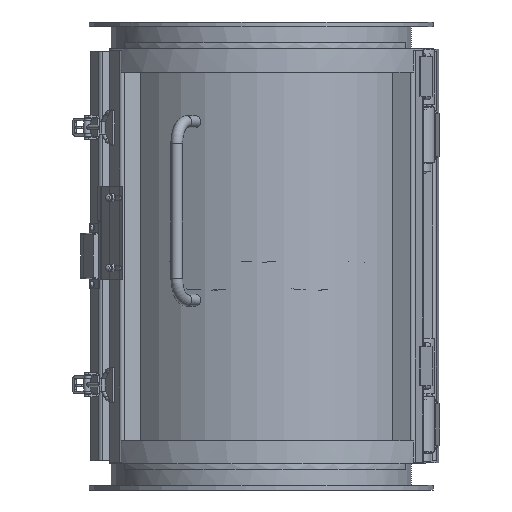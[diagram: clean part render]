
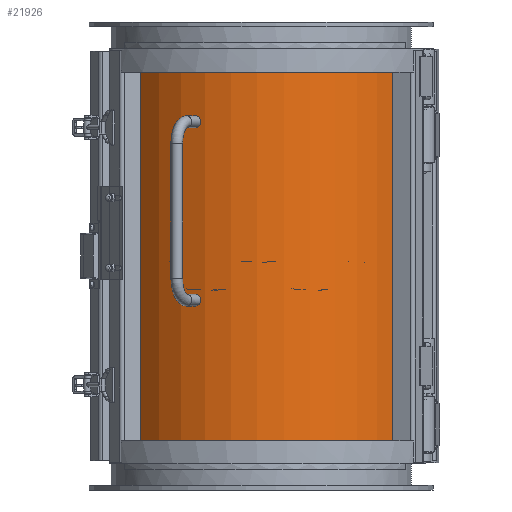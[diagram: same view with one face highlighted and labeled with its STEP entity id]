
A CAD part, front view. The second image highlights one B-rep face of the part: STEP entity #21926.
In plain terms, the highlighted cylindrical face has radius 265.5 mm (diameter 531 mm), a partial arc.
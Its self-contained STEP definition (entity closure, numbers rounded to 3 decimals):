
#930=LINE('',#35033,#2534);
#934=LINE('',#35040,#2538);
#945=LINE('',#35068,#2549);
#952=LINE('',#35082,#2556);
#988=LINE('',#35194,#2592);
#989=LINE('',#35198,#2593);
#990=LINE('',#35202,#2594);
#991=LINE('',#35205,#2595);
#2534=VECTOR('',#27803,10.);
#2538=VECTOR('',#27809,10.);
#2549=VECTOR('',#27832,10.);
#2556=VECTOR('',#27843,10.);
#2592=VECTOR('',#27955,10.);
#2593=VECTOR('',#27958,10.);
#2594=VECTOR('',#27961,10.);
#2595=VECTOR('',#27962,10.);
#4434=CYLINDRICAL_SURFACE('',#23749,265.5);
#4875=FACE_BOUND('',#7192,.T.);
#4876=FACE_BOUND('',#7193,.T.);
#4877=FACE_BOUND('',#7194,.T.);
#4878=FACE_BOUND('',#7195,.T.);
#5728=FACE_OUTER_BOUND('',#7191,.T.);
#7191=EDGE_LOOP('',(#16708,#16709,#16710,#16711));
#7192=EDGE_LOOP('',(#16712,#16713,#16714,#16715));
#7193=EDGE_LOOP('',(#16716,#16717,#16718,#16719));
#7194=EDGE_LOOP('',(#16720,#16721));
#7195=EDGE_LOOP('',(#16722,#16723));
#8676=CIRCLE('',#23701,265.5);
#8677=CIRCLE('',#23706,265.5);
#8691=CIRCLE('',#23730,265.5);
#8703=CIRCLE('',#23750,265.5);
#8704=CIRCLE('',#23751,265.5);
#8705=CIRCLE('',#23752,265.5);
#10180=VERTEX_POINT('',#35016);
#10181=VERTEX_POINT('',#35018);
#10186=VERTEX_POINT('',#35032);
#10188=VERTEX_POINT('',#35038);
#10198=VERTEX_POINT('',#35065);
#10199=VERTEX_POINT('',#35067);
#10203=VERTEX_POINT('',#35079);
#10204=VERTEX_POINT('',#35081);
#10241=VERTEX_POINT('',#35192);
#10242=VERTEX_POINT('',#35193);
#10243=VERTEX_POINT('',#35195);
#10244=VERTEX_POINT('',#35197);
#10245=VERTEX_POINT('',#35200);
#10246=VERTEX_POINT('',#35201);
#10247=VERTEX_POINT('',#35203);
#10248=VERTEX_POINT('',#35204);
#12518=EDGE_CURVE('',#10181,#10180,#8676,.T.);
#12525=EDGE_CURVE('',#10186,#10181,#930,.T.);
#12529=EDGE_CURVE('',#10180,#10188,#934,.T.);
#12531=EDGE_CURVE('',#10188,#10186,#8677,.T.);
#12544=EDGE_CURVE('',#10199,#10198,#945,.T.);
#12551=EDGE_CURVE('',#10204,#10203,#952,.T.);
#12583=EDGE_CURVE('',#10203,#10199,#8691,.T.);
#12609=EDGE_CURVE('',#10198,#10204,#8703,.T.);
#12610=EDGE_CURVE('',#10241,#10242,#988,.T.);
#12611=EDGE_CURVE('',#10242,#10243,#8704,.T.);
#12612=EDGE_CURVE('',#10243,#10244,#989,.T.);
#12613=EDGE_CURVE('',#10244,#10241,#8705,.T.);
#12614=EDGE_CURVE('',#10245,#10246,#990,.T.);
#12615=EDGE_CURVE('',#10247,#10248,#991,.T.);
#16708=ORIENTED_EDGE('',*,*,#12583,.T.);
#16709=ORIENTED_EDGE('',*,*,#12544,.T.);
#16710=ORIENTED_EDGE('',*,*,#12609,.T.);
#16711=ORIENTED_EDGE('',*,*,#12551,.T.);
#16712=ORIENTED_EDGE('',*,*,#12529,.T.);
#16713=ORIENTED_EDGE('',*,*,#12531,.T.);
#16714=ORIENTED_EDGE('',*,*,#12525,.T.);
#16715=ORIENTED_EDGE('',*,*,#12518,.T.);
#16716=ORIENTED_EDGE('',*,*,#12610,.T.);
#16717=ORIENTED_EDGE('',*,*,#12611,.T.);
#16718=ORIENTED_EDGE('',*,*,#12612,.T.);
#16719=ORIENTED_EDGE('',*,*,#12613,.T.);
#16720=ORIENTED_EDGE('',*,*,#12614,.T.);
#16721=ORIENTED_EDGE('',*,*,#12614,.F.);
#16722=ORIENTED_EDGE('',*,*,#12615,.T.);
#16723=ORIENTED_EDGE('',*,*,#12615,.F.);
#21926=ADVANCED_FACE('',(#5728,#4875,#4876,#4877,#4878),#4434,.T.);
#23701=AXIS2_PLACEMENT_3D('',#35019,#27791,#27792);
#23706=AXIS2_PLACEMENT_3D('',#35044,#27813,#27814);
#23730=AXIS2_PLACEMENT_3D('',#35142,#27899,#27900);
#23749=AXIS2_PLACEMENT_3D('',#35190,#27951,#27952);
#23750=AXIS2_PLACEMENT_3D('',#35191,#27953,#27954);
#23751=AXIS2_PLACEMENT_3D('',#35196,#27956,#27957);
#23752=AXIS2_PLACEMENT_3D('',#35199,#27959,#27960);
#27791=DIRECTION('center_axis',(0.,0.,
-1.));
#27792=DIRECTION('ref_axis',(-0.881,-0.474,0.));
#27803=DIRECTION('',(0.,0.,-1.));
#27809=DIRECTION('',(0.,0.,1.));
#27813=DIRECTION('center_axis',(0.,0.,
1.));
#27814=DIRECTION('ref_axis',(-0.881,-0.474,0.));
#27832=DIRECTION('',(0.,0.,1.));
#27843=DIRECTION('',(0.,0.,-1.));
#27899=DIRECTION('center_axis',(0.,0.,
1.));
#27900=DIRECTION('ref_axis',(-0.881,-0.474,0.));
#27951=DIRECTION('center_axis',(0.,0.,
1.));
#27952=DIRECTION('ref_axis',(-0.881,-0.474,0.));
#27953=DIRECTION('center_axis',(0.,0.,
-1.));
#27954=DIRECTION('ref_axis',(-0.881,-0.474,0.));
#27955=DIRECTION('',(0.,0.,-1.));
#27956=DIRECTION('center_axis',(0.,0.,
-1.));
#27957=DIRECTION('ref_axis',(-0.881,-0.474,0.));
#27958=DIRECTION('',(0.,0.,1.));
#27959=DIRECTION('center_axis',(0.,0.,
1.));
#27960=DIRECTION('ref_axis',(-0.881,-0.474,0.));
#27961=DIRECTION('',(0.,0.,1.));
#27962=DIRECTION('',(0.,0.,1.));
#35016=CARTESIAN_POINT('',(-206.132,-167.332,-318.5));
#35018=CARTESIAN_POINT('',(224.839,-141.2,-318.5));
#35019=CARTESIAN_POINT('Origin',(0.,0.,
-318.5));
#35032=CARTESIAN_POINT('',(224.839,-141.2,-315.5));
#35033=CARTESIAN_POINT('',(224.839,-141.2,-0.5));
#35038=CARTESIAN_POINT('',(-206.132,-167.332,-315.5));
#35040=CARTESIAN_POINT('',(-206.132,-167.332,-0.5));
#35044=CARTESIAN_POINT('Origin',(0.,0.,
-315.5));
#35065=CARTESIAN_POINT('',(226.407,-138.673,351.5));
#35067=CARTESIAN_POINT('',(226.407,-138.673,-352.5));
#35068=CARTESIAN_POINT('',(226.407,-138.673,-0.5));
#35079=CARTESIAN_POINT('',(-207.993,-165.012,-352.5));
#35081=CARTESIAN_POINT('',(-207.993,-165.012,351.5));
#35082=CARTESIAN_POINT('',(-207.993,-165.012,-0.5));
#35142=CARTESIAN_POINT('Origin',(0.,0.,
-352.5));
#35190=CARTESIAN_POINT('Origin',(0.,0.,
-0.5));
#35191=CARTESIAN_POINT('Origin',(0.,0.,
351.5));
#35192=CARTESIAN_POINT('',(224.839,-141.2,317.5));
#35193=CARTESIAN_POINT('',(224.839,-141.2,314.5));
#35194=CARTESIAN_POINT('',(224.839,-141.2,-0.5));
#35195=CARTESIAN_POINT('',(-206.132,-167.332,314.5));
#35196=CARTESIAN_POINT('Origin',(0.,0.,
314.5));
#35197=CARTESIAN_POINT('',(-206.132,-167.332,317.5));
#35198=CARTESIAN_POINT('',(-206.132,-167.332,-0.5));
#35199=CARTESIAN_POINT('Origin',(0.,0.,
317.5));
#35200=CARTESIAN_POINT('',(-118.143,-237.766,222.256));
#35201=CARTESIAN_POINT('',(-118.143,-237.766,236.744));
#35202=CARTESIAN_POINT('',(-118.143,-237.766,-0.5));
#35203=CARTESIAN_POINT('',(-118.143,-237.766,-82.744));
#35204=CARTESIAN_POINT('',(-118.143,-237.766,-68.256));
#35205=CARTESIAN_POINT('',(-118.143,-237.766,-0.5));
